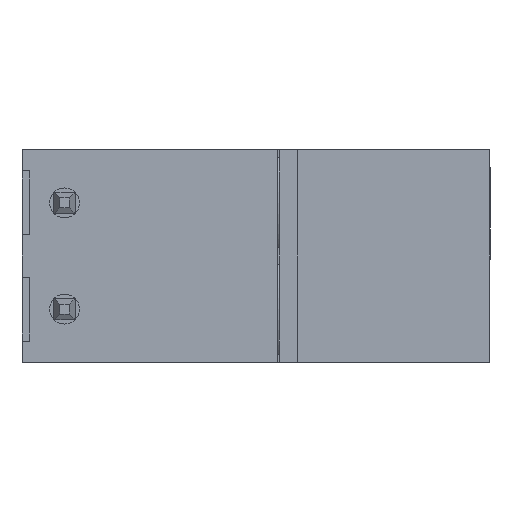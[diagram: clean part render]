
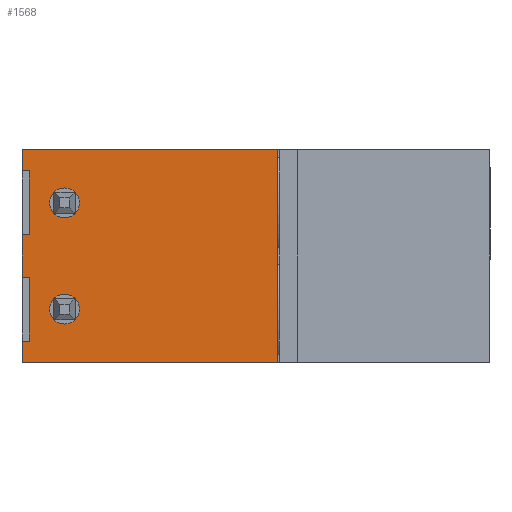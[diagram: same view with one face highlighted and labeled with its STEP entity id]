
A CAD part, front view. The second image highlights one B-rep face of the part: STEP entity #1568.
In plain terms, the highlighted planar face has unit normal (0, -1, 0).
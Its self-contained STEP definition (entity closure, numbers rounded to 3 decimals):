
#49 = CARTESIAN_POINT ( 'NONE',  ( -11.75, -1.34, -4. ) ) ;
#67 = EDGE_CURVE ( 'NONE', #8148, #507, #3227, .T. ) ;
#172 = CARTESIAN_POINT ( 'NONE',  ( -11.75, -1.34, -2.5 ) ) ;
#390 = CIRCLE ( 'NONE', #5580, 0.7 ) ;
#402 = CARTESIAN_POINT ( 'NONE',  ( -48.727, -1.34, -1. ) ) ;
#414 = CARTESIAN_POINT ( 'NONE',  ( -11.75, -1.34, -6. ) ) ;
#424 = CARTESIAN_POINT ( 'NONE',  ( -12.1, -1.34, -6. ) ) ;
#427 = CARTESIAN_POINT ( 'NONE',  ( -0.1, -1.34, 0. ) ) ;
#505 = EDGE_LOOP ( 'NONE', ( #6774, #1332 ) ) ;
#507 = VERTEX_POINT ( 'NONE', #8075 ) ;
#578 = VERTEX_POINT ( 'NONE', #5532 ) ;
#672 = VERTEX_POINT ( 'NONE', #5741 ) ;
#792 = DIRECTION ( 'NONE',  ( 1., 0., 0. ) ) ;
#803 = CARTESIAN_POINT ( 'NONE',  ( -11.75, -1.34, -2.5 ) ) ;
#986 = CARTESIAN_POINT ( 'NONE',  ( -12.1, -1.34, -2.5 ) ) ;
#1292 = CARTESIAN_POINT ( 'NONE',  ( -12.1, -1.34, -4. ) ) ;
#1294 = VECTOR ( 'NONE', #792, 1000. ) ;
#1317 = CARTESIAN_POINT ( 'NONE',  ( -12.1, -1.34, -2.5 ) ) ;
#1332 = ORIENTED_EDGE ( 'NONE', *, *, #5695, .T. ) ;
#1403 = LINE ( 'NONE', #803, #5906 ) ;
#1545 = DIRECTION ( 'NONE',  ( 0., 0., -1. ) ) ;
#1568 = ADVANCED_FACE ( 'NONE', ( #3386, #8234, #7540 ), #1844, .T. ) ;
#1617 = CARTESIAN_POINT ( 'NONE',  ( -10.1, -1.34, -6.8 ) ) ;
#1759 = CARTESIAN_POINT ( 'NONE',  ( -10.6, -1.34, -2.5 ) ) ;
#1811 = VERTEX_POINT ( 'NONE', #9010 ) ;
#1844 = PLANE ( 'NONE',  #8507 ) ;
#1847 = DIRECTION ( 'NONE',  ( 1., 0., 0. ) ) ;
#1877 = CIRCLE ( 'NONE', #2482, 0.7 ) ;
#2000 = CIRCLE ( 'NONE', #2916, 0.7 ) ;
#2243 = AXIS2_PLACEMENT_3D ( 'NONE', #4992, #8419, #3430 ) ;
#2263 = CARTESIAN_POINT ( 'NONE',  ( -48.727, -1.34, -4. ) ) ;
#2284 = EDGE_CURVE ( 'NONE', #9038, #4235, #3600, .T. ) ;
#2355 = DIRECTION ( 'NONE',  ( 0., 1., 0. ) ) ;
#2373 = VECTOR ( 'NONE', #5105, 1000. ) ;
#2451 = DIRECTION ( 'NONE',  ( 0., 0., -1. ) ) ;
#2462 = EDGE_CURVE ( 'NONE', #7269, #5640, #1877, .T. ) ;
#2474 = DIRECTION ( 'NONE',  ( 0., 1., 0. ) ) ;
#2482 = AXIS2_PLACEMENT_3D ( 'NONE', #5994, #2474, #6859 ) ;
#2530 = ORIENTED_EDGE ( 'NONE', *, *, #5381, .F. ) ;
#2687 = LINE ( 'NONE', #5509, #7733 ) ;
#2705 = ORIENTED_EDGE ( 'NONE', *, *, #8763, .T. ) ;
#2916 = AXIS2_PLACEMENT_3D ( 'NONE', #6650, #5975, #2451 ) ;
#2962 = ORIENTED_EDGE ( 'NONE', *, *, #8007, .T. ) ;
#3044 = CARTESIAN_POINT ( 'NONE',  ( -10.1, -1.34, -7.5 ) ) ;
#3063 = CARTESIAN_POINT ( 'NONE',  ( -10.1, -1.34, -1.8 ) ) ;
#3227 = LINE ( 'NONE', #402, #3674 ) ;
#3234 = VERTEX_POINT ( 'NONE', #427 ) ;
#3267 = ORIENTED_EDGE ( 'NONE', *, *, #5287, .T. ) ;
#3386 = FACE_BOUND ( 'NONE', #5331, .T. ) ;
#3430 = DIRECTION ( 'NONE',  ( 0., 0., -1. ) ) ;
#3600 = LINE ( 'NONE', #2263, #4535 ) ;
#3674 = VECTOR ( 'NONE', #8808, 1000. ) ;
#3705 = ORIENTED_EDGE ( 'NONE', *, *, #4856, .T. ) ;
#3760 = ORIENTED_EDGE ( 'NONE', *, *, #8659, .T. ) ;
#3896 = CARTESIAN_POINT ( 'NONE',  ( -12.1, -1.34, -1. ) ) ;
#3937 = ORIENTED_EDGE ( 'NONE', *, *, #4400, .T. ) ;
#3989 = VECTOR ( 'NONE', #5528, 1000. ) ;
#4066 = CARTESIAN_POINT ( 'NONE',  ( -0.1, -1.34, -2.5 ) ) ;
#4076 = EDGE_CURVE ( 'NONE', #9038, #6547, #4890, .T. ) ;
#4235 = VERTEX_POINT ( 'NONE', #49 ) ;
#4280 = CARTESIAN_POINT ( 'NONE',  ( -48.727, -1.34, -6. ) ) ;
#4300 = CIRCLE ( 'NONE', #2243, 0.7 ) ;
#4346 = ORIENTED_EDGE ( 'NONE', *, *, #6936, .T. ) ;
#4371 = VECTOR ( 'NONE', #1847, 1000. ) ;
#4400 = EDGE_CURVE ( 'NONE', #507, #4235, #1403, .T. ) ;
#4535 = VECTOR ( 'NONE', #4978, 1000. ) ;
#4680 = VERTEX_POINT ( 'NONE', #7691 ) ;
#4785 = ORIENTED_EDGE ( 'NONE', *, *, #8068, .T. ) ;
#4856 = EDGE_CURVE ( 'NONE', #6821, #578, #4300, .T. ) ;
#4873 = CARTESIAN_POINT ( 'NONE',  ( -10.6, -1.34, -10. ) ) ;
#4890 = LINE ( 'NONE', #1317, #8900 ) ;
#4978 = DIRECTION ( 'NONE',  ( 1., 0., 0. ) ) ;
#4992 = CARTESIAN_POINT ( 'NONE',  ( -10.1, -1.34, -2.5 ) ) ;
#5050 = CARTESIAN_POINT ( 'NONE',  ( -48.727, -1.34, -9. ) ) ;
#5105 = DIRECTION ( 'NONE',  ( -1., 0., 0. ) ) ;
#5173 = DIRECTION ( 'NONE',  ( 0., 0., -1. ) ) ;
#5192 = CARTESIAN_POINT ( 'NONE',  ( -10.6, -1.34, 0. ) ) ;
#5287 = EDGE_CURVE ( 'NONE', #7419, #672, #5777, .T. ) ;
#5331 = EDGE_LOOP ( 'NONE', ( #3760, #3705 ) ) ;
#5345 = ORIENTED_EDGE ( 'NONE', *, *, #67, .T. ) ;
#5381 = EDGE_CURVE ( 'NONE', #4680, #672, #6433, .T. ) ;
#5509 = CARTESIAN_POINT ( 'NONE',  ( -12.1, -1.34, -2.5 ) ) ;
#5528 = DIRECTION ( 'NONE',  ( 1., 0., 0. ) ) ;
#5532 = CARTESIAN_POINT ( 'NONE',  ( -10.1, -1.34, -3.2 ) ) ;
#5580 = AXIS2_PLACEMENT_3D ( 'NONE', #3044, #2355, #5173 ) ;
#5605 = ORIENTED_EDGE ( 'NONE', *, *, #8413, .T. ) ;
#5624 = CARTESIAN_POINT ( 'NONE',  ( -0.1, -1.34, -10. ) ) ;
#5640 = VERTEX_POINT ( 'NONE', #1617 ) ;
#5695 = EDGE_CURVE ( 'NONE', #5640, #7269, #390, .T. ) ;
#5741 = CARTESIAN_POINT ( 'NONE',  ( -11.75, -1.34, -9. ) ) ;
#5777 = LINE ( 'NONE', #172, #8809 ) ;
#5881 = ORIENTED_EDGE ( 'NONE', *, *, #4076, .T. ) ;
#5906 = VECTOR ( 'NONE', #1545, 1000. ) ;
#5975 = DIRECTION ( 'NONE',  ( 0., 1., 0. ) ) ;
#5994 = CARTESIAN_POINT ( 'NONE',  ( -10.1, -1.34, -7.5 ) ) ;
#6210 = DIRECTION ( 'NONE',  ( 0., 0., -1. ) ) ;
#6433 = LINE ( 'NONE', #5050, #1294 ) ;
#6547 = VERTEX_POINT ( 'NONE', #424 ) ;
#6578 = ORIENTED_EDGE ( 'NONE', *, *, #2284, .F. ) ;
#6599 = VERTEX_POINT ( 'NONE', #5624 ) ;
#6650 = CARTESIAN_POINT ( 'NONE',  ( -10.1, -1.34, -2.5 ) ) ;
#6774 = ORIENTED_EDGE ( 'NONE', *, *, #2462, .T. ) ;
#6821 = VERTEX_POINT ( 'NONE', #3063 ) ;
#6859 = DIRECTION ( 'NONE',  ( 0., 0., -1. ) ) ;
#6936 = EDGE_CURVE ( 'NONE', #8332, #6599, #8868, .T. ) ;
#7156 = CARTESIAN_POINT ( 'NONE',  ( -12.1, -1.34, -10. ) ) ;
#7186 = DIRECTION ( 'NONE',  ( 0., 0., -1. ) ) ;
#7269 = VERTEX_POINT ( 'NONE', #8170 ) ;
#7419 = VERTEX_POINT ( 'NONE', #414 ) ;
#7446 = DIRECTION ( 'NONE',  ( 0., -1., 0. ) ) ;
#7538 = LINE ( 'NONE', #4066, #8073 ) ;
#7540 = FACE_OUTER_BOUND ( 'NONE', #8704, .T. ) ;
#7614 = ORIENTED_EDGE ( 'NONE', *, *, #7929, .T. ) ;
#7691 = CARTESIAN_POINT ( 'NONE',  ( -12.1, -1.34, -9. ) ) ;
#7733 = VECTOR ( 'NONE', #8326, 1000. ) ;
#7790 = LINE ( 'NONE', #4280, #3989 ) ;
#7880 = LINE ( 'NONE', #986, #8133 ) ;
#7929 = EDGE_CURVE ( 'NONE', #6547, #7419, #7790, .T. ) ;
#7971 = LINE ( 'NONE', #5192, #2373 ) ;
#8007 = EDGE_CURVE ( 'NONE', #3234, #1811, #7971, .T. ) ;
#8068 = EDGE_CURVE ( 'NONE', #4680, #8332, #7880, .T. ) ;
#8073 = VECTOR ( 'NONE', #8187, 1000. ) ;
#8075 = CARTESIAN_POINT ( 'NONE',  ( -11.75, -1.34, -1. ) ) ;
#8133 = VECTOR ( 'NONE', #7186, 1000. ) ;
#8148 = VERTEX_POINT ( 'NONE', #3896 ) ;
#8170 = CARTESIAN_POINT ( 'NONE',  ( -10.1, -1.34, -8.2 ) ) ;
#8187 = DIRECTION ( 'NONE',  ( 0., 0., 1. ) ) ;
#8234 = FACE_BOUND ( 'NONE', #505, .T. ) ;
#8326 = DIRECTION ( 'NONE',  ( 0., 0., -1. ) ) ;
#8332 = VERTEX_POINT ( 'NONE', #7156 ) ;
#8413 = EDGE_CURVE ( 'NONE', #1811, #8148, #2687, .T. ) ;
#8419 = DIRECTION ( 'NONE',  ( 0., 1., 0. ) ) ;
#8507 = AXIS2_PLACEMENT_3D ( 'NONE', #1759, #7446, #6210 ) ;
#8576 = DIRECTION ( 'NONE',  ( 0., 0., -1. ) ) ;
#8659 = EDGE_CURVE ( 'NONE', #578, #6821, #2000, .T. ) ;
#8704 = EDGE_LOOP ( 'NONE', ( #3267, #2530, #4785, #4346, #2705, #2962, #5605, #5345, #3937, #6578, #5881, #7614 ) ) ;
#8763 = EDGE_CURVE ( 'NONE', #6599, #3234, #7538, .T. ) ;
#8808 = DIRECTION ( 'NONE',  ( 1., 0., 0. ) ) ;
#8809 = VECTOR ( 'NONE', #8576, 1000. ) ;
#8868 = LINE ( 'NONE', #4873, #4371 ) ;
#8900 = VECTOR ( 'NONE', #8989, 1000. ) ;
#8989 = DIRECTION ( 'NONE',  ( 0., 0., -1. ) ) ;
#9010 = CARTESIAN_POINT ( 'NONE',  ( -12.1, -1.34, 0. ) ) ;
#9038 = VERTEX_POINT ( 'NONE', #1292 ) ;
